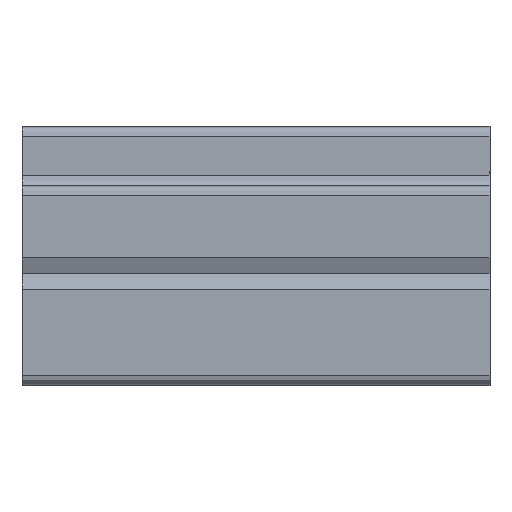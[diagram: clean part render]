
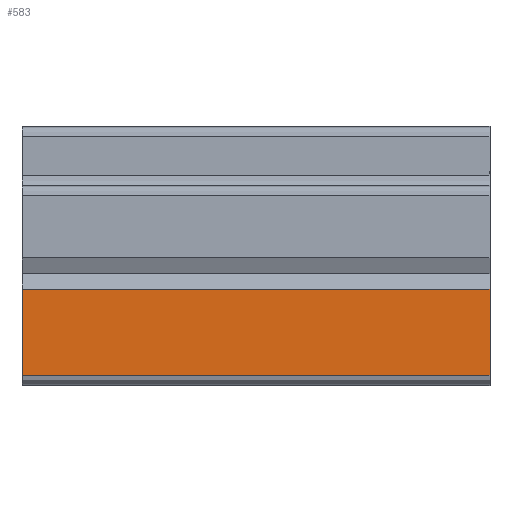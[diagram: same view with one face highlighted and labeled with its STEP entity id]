
A CAD part, top view. The second image highlights one B-rep face of the part: STEP entity #583.
In plain terms, the highlighted planar face has unit normal (0, 0, 1).
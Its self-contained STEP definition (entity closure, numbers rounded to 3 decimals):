
#33=FACE_OUTER_BOUND($,#75,.T.);
#75=EDGE_LOOP($,(#340,#341,#342,#343));
#129=VERTEX_POINT($,#1389);
#130=VERTEX_POINT($,#1391);
#131=VERTEX_POINT($,#1395);
#132=VERTEX_POINT($,#1397);
#214=EDGE_CURVE($,#129,#130,#669,.T.);
#216=EDGE_CURVE($,#129,#131,#670,.T.);
#217=EDGE_CURVE($,#131,#132,#671,.T.);
#218=EDGE_CURVE($,#130,#132,#672,.T.);
#340=ORIENTED_EDGE($,*,*,#216,.T.);
#341=ORIENTED_EDGE($,*,*,#217,.T.);
#342=ORIENTED_EDGE($,*,*,#218,.F.);
#343=ORIENTED_EDGE($,*,*,#214,.F.);
#544=PLANE($,#953);
#583=ADVANCED_FACE($,(#33),#544,.T.);
#669=LINE($,#1392,#803);
#670=LINE($,#1396,#804);
#671=LINE($,#1398,#805);
#672=LINE($,#1399,#806);
#803=VECTOR($,#1077,45.);
#804=VECTOR($,#1082,8.271);
#805=VECTOR($,#1083,45.);
#806=VECTOR($,#1084,8.271);
#953=AXIS2_PLACEMENT_3D($,#1394,#1080,#1081);
#1077=DIRECTION($,(-1.,0.,0.));
#1080=DIRECTION('center_axis',(0.,0.,1.));
#1081=DIRECTION('ref_axis',(0.,1.,0.));
#1082=DIRECTION($,(0.,1.,0.));
#1083=DIRECTION($,(-1.,0.,0.));
#1084=DIRECTION($,(0.,1.,0.));
#1389=CARTESIAN_POINT('',(45.,-24.,93.5));
#1391=CARTESIAN_POINT('',(0.,-24.,93.5));
#1392=CARTESIAN_POINT($,(45.,-24.,93.5));
#1394=CARTESIAN_POINT('Origin',(45.,-24.,93.5));
#1395=CARTESIAN_POINT('',(45.,-15.729,93.5));
#1396=CARTESIAN_POINT($,(45.,-24.,93.5));
#1397=CARTESIAN_POINT('',(0.,-15.729,93.5));
#1398=CARTESIAN_POINT($,(45.,-15.729,93.5));
#1399=CARTESIAN_POINT($,(0.,-24.,93.5));
